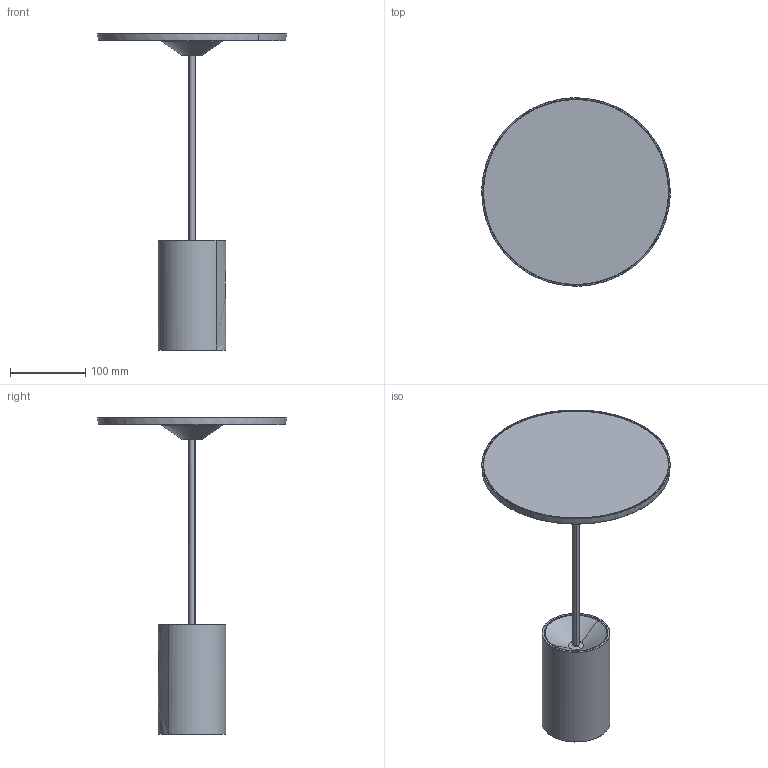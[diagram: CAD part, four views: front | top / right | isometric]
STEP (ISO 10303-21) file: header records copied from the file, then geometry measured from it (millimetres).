
FILE_DESCRIPTION(/* description */ (''),/* implementation_level */ '2;1');
FILE_NAME(/* name */ 'Sisifo',/* time_stamp */ '2015-03-10T18:47:54+01:00',/* author */ (''),/* organization */ (''),/* preprocessor_version */ 'ST-DEVELOPER v15',/* originating_system */ '',/* authorisation */ '');
FILE_SCHEMA (('AUTOMOTIVE_DESIGN'));
Length unit declared in the file: millimetre
Products named in the file (1): Document
Bounding box: 249.96 x 249.96 x 419.17 mm (x, y, z)
Surface area: 285670.4 mm2 (no closed solid volume)
Topology: 0 solids, 148 shells, 148 faces, 620 edges, 609 vertices
Faces by surface type: bspline 132, plane 16
Entity records: 7453 total; most frequent: CARTESIAN_POINT 4577, ORIENTED_EDGE 607, EDGE_CURVE 607, VERTEX_POINT 607, EDGE_LOOP 159, PRESENTATION_LAYER_ASSIGNMENT 149, SHELL_BASED_SURFACE_MODEL 148, OPEN_SHELL 148
